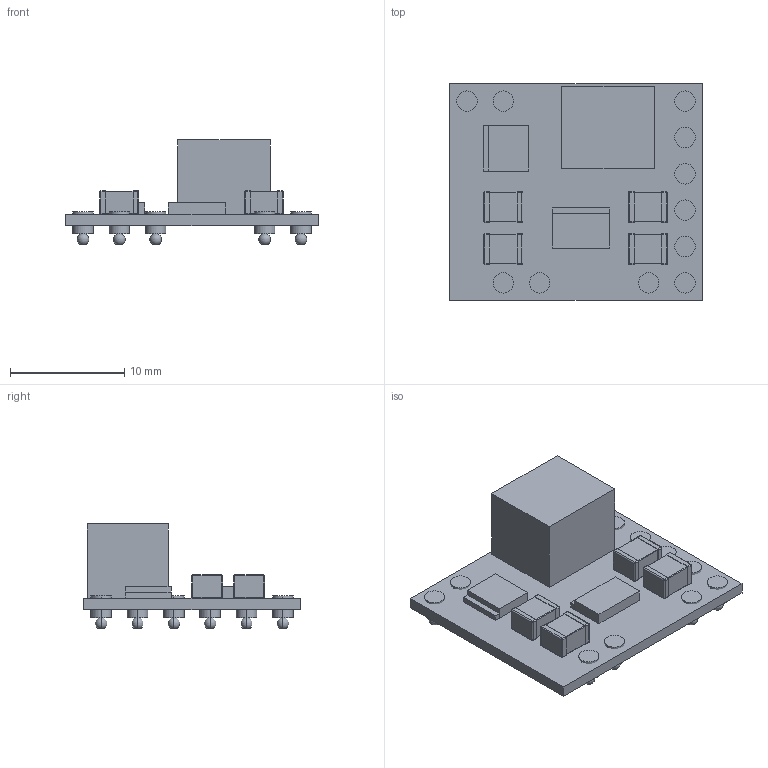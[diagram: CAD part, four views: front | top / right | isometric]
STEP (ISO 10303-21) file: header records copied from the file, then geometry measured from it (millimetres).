
FILE_DESCRIPTION((''),'2;1');
FILE_NAME('TEXAS_BAT (R-PDSS-B11).stp','2011-01-06T17:43:24',(''),(''),'Mechanical Desktop 2011','Mechanical Desktop 2011',', , ');
FILE_SCHEMA(('AUTOMOTIVE_DESIGN { 1 2 10303 214 1 1 1 1 }'));
Length unit declared in the file: millimetre
Products named in the file (1): Product
Bounding box: 22.1 x 18.92 x 9.09 mm (x, y, z)
Volume: 951.2 mm3; surface area: 1795.4 mm2
Topology: 40 solids, 40 shells, 308 faces, 642 edges, 382 vertices
Faces by surface type: plane 140, cylinder 102, sphere 54, bspline 12
Entity records: 7995 total; most frequent: DIRECTION 1496, CARTESIAN_POINT 1337, ORIENTED_EDGE 1220, EDGE_CURVE 610, AXIS2_PLACEMENT_3D 589, VERTEX_POINT 382, VECTOR 318, LINE 318
